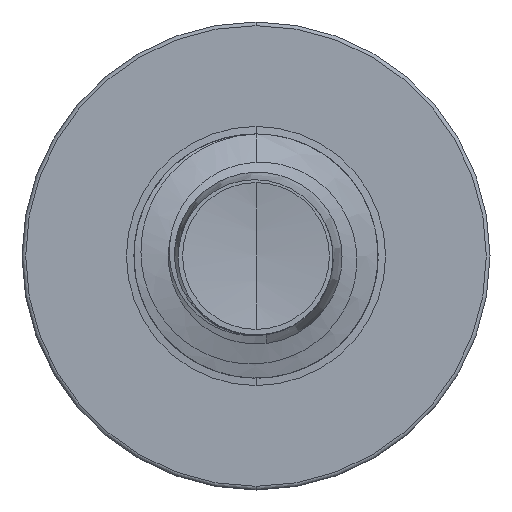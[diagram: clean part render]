
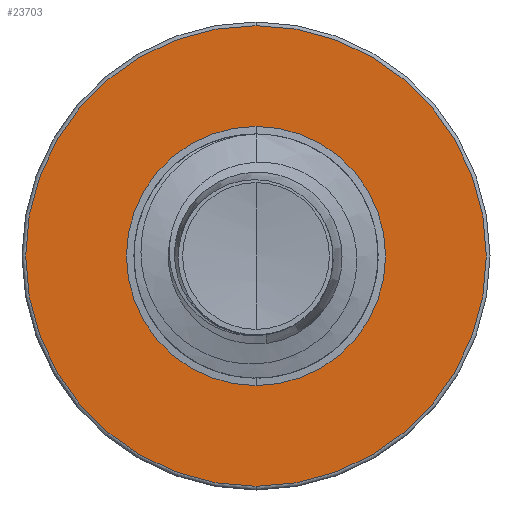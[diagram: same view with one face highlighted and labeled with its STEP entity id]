
A CAD part, front view. The second image highlights one B-rep face of the part: STEP entity #23703.
In plain terms, the highlighted planar face has unit normal (0, -1, 0).
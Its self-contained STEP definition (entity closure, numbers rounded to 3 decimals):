
#205 = AXIS2_PLACEMENT_3D ( 'NONE', #25504, #11607, #27766 ) ;
#473 = EDGE_LOOP ( 'NONE', ( #3010, #20433 ) ) ;
#931 = CARTESIAN_POINT ( 'NONE',  ( 0., 6., -0.637 ) ) ;
#1119 = CIRCLE ( 'NONE', #9459, 1.132 ) ;
#1125 = FACE_BOUND ( 'NONE', #473, .T. ) ;
#1253 = CARTESIAN_POINT ( 'NONE',  ( 0., 6., -0.637 ) ) ;
#1407 = AXIS2_PLACEMENT_3D ( 'NONE', #25198, #11265, #27433 ) ;
#3010 = ORIENTED_EDGE ( 'NONE', *, *, #26548, .T. ) ;
#3079 = CARTESIAN_POINT ( 'NONE',  ( 0., 6., 0. ) ) ;
#3240 = ORIENTED_EDGE ( 'NONE', *, *, #26582, .F. ) ;
#5482 = AXIS2_PLACEMENT_3D ( 'NONE', #931, #11558, #27717 ) ;
#5646 = DIRECTION ( 'NONE',  ( 0., 0., 1. ) ) ;
#5777 = EDGE_LOOP ( 'NONE', ( #26010, #3240 ) ) ;
#8844 = FACE_OUTER_BOUND ( 'NONE', #5777, .T. ) ;
#9459 = AXIS2_PLACEMENT_3D ( 'NONE', #3079, #20314, #5646 ) ;
#9785 = CARTESIAN_POINT ( 'NONE',  ( 0., 6., 0.637 ) ) ;
#10776 = CIRCLE ( 'NONE', #21826, 0.637 ) ;
#11149 = CARTESIAN_POINT ( 'NONE',  ( 0., 6., 0. ) ) ;
#11265 = DIRECTION ( 'NONE',  ( 0., 1., 0. ) ) ;
#11558 = DIRECTION ( 'NONE',  ( 0., 1., 0. ) ) ;
#11607 = DIRECTION ( 'NONE',  ( 0., 1., 0. ) ) ;
#13687 = DIRECTION ( 'NONE',  ( 0., 0., 1. ) ) ;
#14413 = VERTEX_POINT ( 'NONE', #17677 ) ;
#16103 = CARTESIAN_POINT ( 'NONE',  ( 0., 6., 1.132 ) ) ;
#16926 = CIRCLE ( 'NONE', #205, 0.637 ) ;
#17599 = VERTEX_POINT ( 'NONE', #9785 ) ;
#17677 = CARTESIAN_POINT ( 'NONE',  ( 0., 6., -1.132 ) ) ;
#19975 = VERTEX_POINT ( 'NONE', #16103 ) ;
#20057 = EDGE_CURVE ( 'NONE', #21625, #17599, #16926, .T. ) ;
#20314 = DIRECTION ( 'NONE',  ( 0., 1., 0. ) ) ;
#20433 = ORIENTED_EDGE ( 'NONE', *, *, #20057, .T. ) ;
#20579 = EDGE_CURVE ( 'NONE', #19975, #14413, #1119, .T. ) ;
#21625 = VERTEX_POINT ( 'NONE', #1253 ) ;
#21826 = AXIS2_PLACEMENT_3D ( 'NONE', #11149, #27337, #13687 ) ;
#22623 = CIRCLE ( 'NONE', #1407, 1.132 ) ;
#23703 = ADVANCED_FACE ( 'NONE', ( #8844, #1125 ), #25460, .F. ) ;
#25198 = CARTESIAN_POINT ( 'NONE',  ( 0., 6., 0. ) ) ;
#25460 = PLANE ( 'NONE',  #5482 ) ;
#25504 = CARTESIAN_POINT ( 'NONE',  ( 0., 6., 0. ) ) ;
#26010 = ORIENTED_EDGE ( 'NONE', *, *, #20579, .F. ) ;
#26548 = EDGE_CURVE ( 'NONE', #17599, #21625, #10776, .T. ) ;
#26582 = EDGE_CURVE ( 'NONE', #14413, #19975, #22623, .T. ) ;
#27337 = DIRECTION ( 'NONE',  ( 0., 1., 0. ) ) ;
#27433 = DIRECTION ( 'NONE',  ( 0., 0., 1. ) ) ;
#27717 = DIRECTION ( 'NONE',  ( 0., 0., 1. ) ) ;
#27766 = DIRECTION ( 'NONE',  ( 0., 0., 1. ) ) ;
